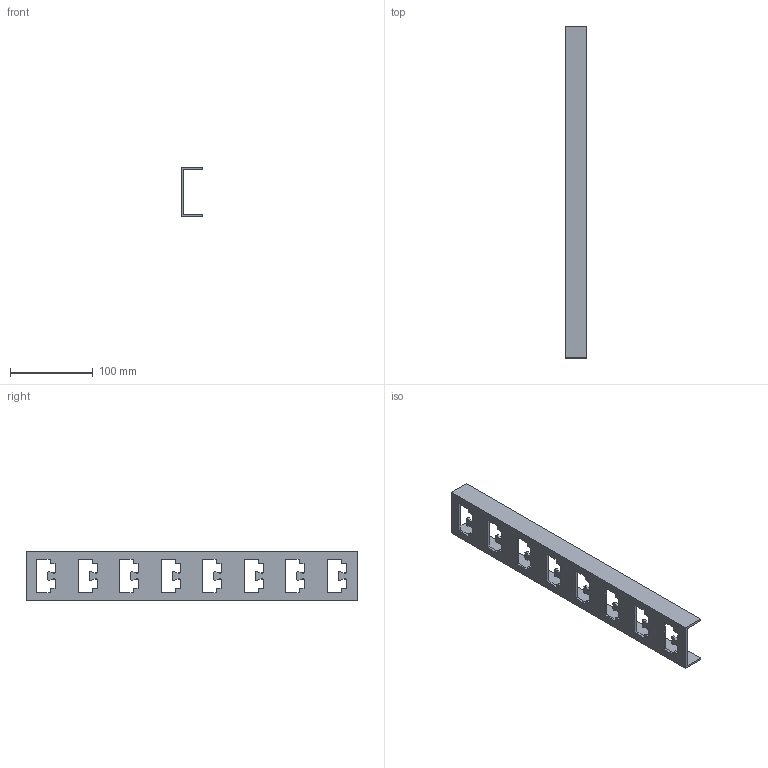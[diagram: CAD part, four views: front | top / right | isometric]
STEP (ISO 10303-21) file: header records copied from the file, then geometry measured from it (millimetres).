
FILE_DESCRIPTION (( 'STEP AP203' ), '1' );
FILE_NAME ('CLW10-GEM-SK-400-UT15 Ñòîéêà êàáåëüíàÿ Ê1150 ÓÒ1,5.STEP', '2016-02-25T07:03:44', ( '' ), ( '' ), 'SwSTEP 2.0', 'SolidWorks 2014', '' );
FILE_SCHEMA (( 'CONFIG_CONTROL_DESIGN' ));
Length unit declared in the file: millimetre
Products named in the file (1): CLW10-GEM-SK-400-UT15 Ñòîéêà êàáåëüíàÿ Ê1150 ÓÒ1,5
Bounding box: 26 x 400 x 60 mm (x, y, z)
Volume: 91617.2 mm3; surface area: 78705.4 mm2
Topology: 1 solids, 1 shells, 202 faces, 600 edges, 400 vertices
Faces by surface type: plane 106, cylinder 96
Entity records: 6925 total; most frequent: CARTESIAN_POINT 1203, ORIENTED_EDGE 1200, DIRECTION 1198, EDGE_CURVE 600, VECTOR 408, LINE 408, VERTEX_POINT 400, AXIS2_PLACEMENT_3D 395
